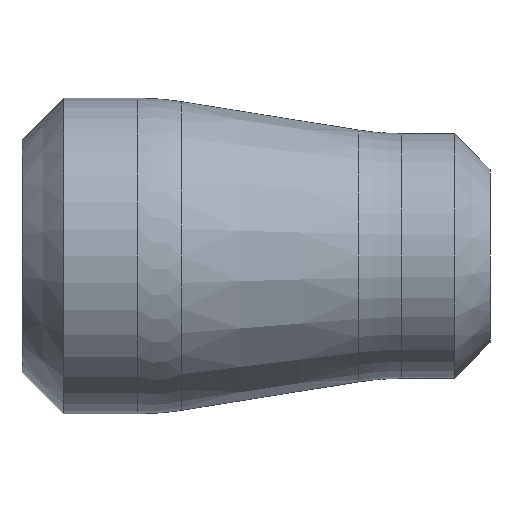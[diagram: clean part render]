
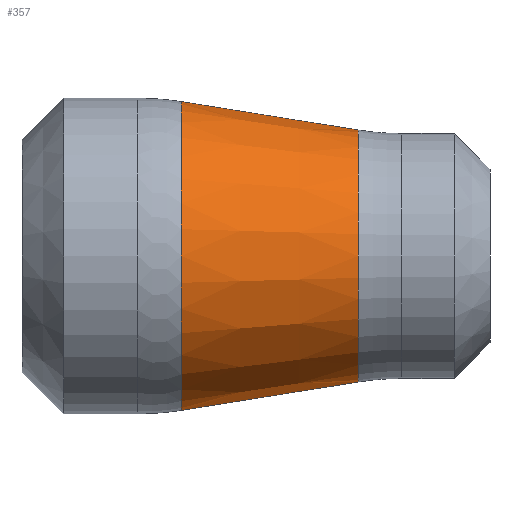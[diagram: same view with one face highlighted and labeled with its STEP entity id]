
A CAD part, front view. The second image highlights one B-rep face of the part: STEP entity #357.
In plain terms, the highlighted conical face has half-angle 9.114 degrees and reference radius 13.729 mm.
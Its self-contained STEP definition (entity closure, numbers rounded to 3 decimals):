
#3 = VECTOR ( 'NONE', #76, 1000. ) ;
#17 = CARTESIAN_POINT ( 'NONE',  ( 36.639, 0., 0. ) ) ;
#20 = DIRECTION ( 'NONE',  ( -1., 0., 0. ) ) ;
#28 = DIRECTION ( 'NONE',  ( 0., 0., 1. ) ) ;
#76 = DIRECTION ( 'NONE',  ( -0.987, 0., -0.158 ) ) ;
#83 = VERTEX_POINT ( 'NONE', #574 ) ;
#96 = AXIS2_PLACEMENT_3D ( 'NONE', #17, #20, #251 ) ;
#142 = LINE ( 'NONE', #549, #3 ) ;
#145 = DIRECTION ( 'NONE',  ( -1., 0., 0. ) ) ;
#188 = CARTESIAN_POINT ( 'NONE',  ( 36.639, 0., 13.729 ) ) ;
#193 = EDGE_CURVE ( 'NONE', #728, #83, #530, .T. ) ;
#196 = VERTEX_POINT ( 'NONE', #188 ) ;
#200 = AXIS2_PLACEMENT_3D ( 'NONE', #308, #145, #28 ) ;
#224 = CARTESIAN_POINT ( 'NONE',  ( 36.639, 0., -13.729 ) ) ;
#251 = DIRECTION ( 'NONE',  ( 0., 0., 1. ) ) ;
#307 = EDGE_CURVE ( 'NONE', #453, #728, #142, .T. ) ;
#308 = CARTESIAN_POINT ( 'NONE',  ( 17.361, 0., 0. ) ) ;
#319 = LINE ( 'NONE', #556, #387 ) ;
#323 = DIRECTION ( 'NONE',  ( -0.987, 0., 0.158 ) ) ;
#327 = AXIS2_PLACEMENT_3D ( 'NONE', #487, #712, #397 ) ;
#357 = ADVANCED_FACE ( 'NONE', ( #708 ), #532, .T. ) ;
#365 = EDGE_CURVE ( 'NONE', #453, #196, #693, .T. ) ;
#381 = EDGE_LOOP ( 'NONE', ( #477, #486, #572, #650 ) ) ;
#385 = CARTESIAN_POINT ( 'NONE',  ( 17.361, 0., -16.821 ) ) ;
#387 = VECTOR ( 'NONE', #323, 1000. ) ;
#397 = DIRECTION ( 'NONE',  ( 0., 0., 1. ) ) ;
#453 = VERTEX_POINT ( 'NONE', #224 ) ;
#477 = ORIENTED_EDGE ( 'NONE', *, *, #307, .F. ) ;
#486 = ORIENTED_EDGE ( 'NONE', *, *, #365, .T. ) ;
#487 = CARTESIAN_POINT ( 'NONE',  ( 36.639, 0., 0. ) ) ;
#528 = EDGE_CURVE ( 'NONE', #196, #83, #319, .T. ) ;
#530 = CIRCLE ( 'NONE', #200, 16.821 ) ;
#532 = CONICAL_SURFACE ( 'NONE', #96, 13.729, 0.159 ) ;
#549 = CARTESIAN_POINT ( 'NONE',  ( 36.639, 0., -13.729 ) ) ;
#556 = CARTESIAN_POINT ( 'NONE',  ( 36.639, 0., 13.729 ) ) ;
#572 = ORIENTED_EDGE ( 'NONE', *, *, #528, .T. ) ;
#574 = CARTESIAN_POINT ( 'NONE',  ( 17.361, 0., 16.821 ) ) ;
#650 = ORIENTED_EDGE ( 'NONE', *, *, #193, .F. ) ;
#693 = CIRCLE ( 'NONE', #327, 13.729 ) ;
#708 = FACE_OUTER_BOUND ( 'NONE', #381, .T. ) ;
#712 = DIRECTION ( 'NONE',  ( -1., 0., 0. ) ) ;
#728 = VERTEX_POINT ( 'NONE', #385 ) ;
